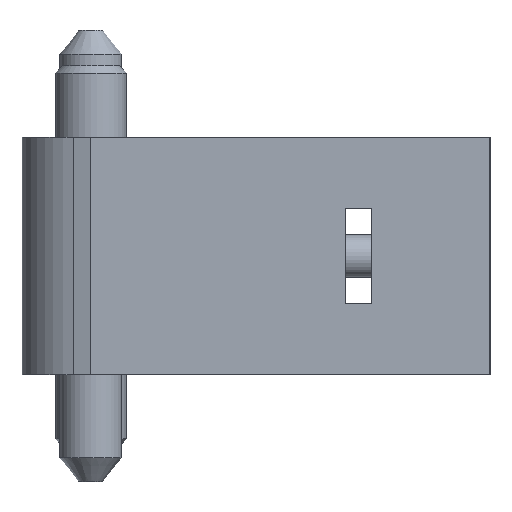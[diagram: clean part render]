
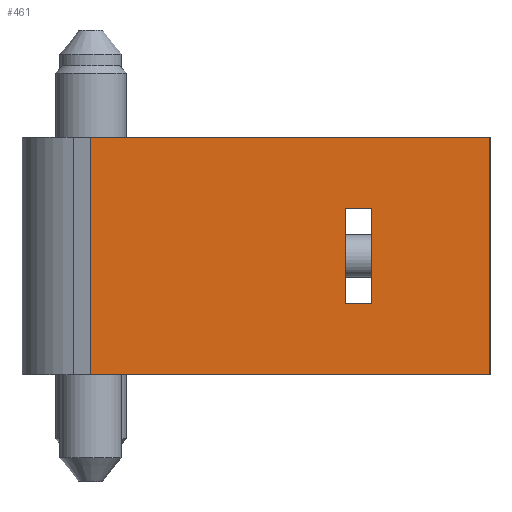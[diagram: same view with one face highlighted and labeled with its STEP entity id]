
A CAD part, left-side view. The second image highlights one B-rep face of the part: STEP entity #461.
In plain terms, the highlighted planar face has unit normal (-1, 0, 0).
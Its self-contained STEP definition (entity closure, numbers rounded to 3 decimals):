
#66=ORIENTED_EDGE('',*,*,#186,.T.);
#67=ORIENTED_EDGE('',*,*,#187,.T.);
#68=ORIENTED_EDGE('',*,*,#188,.F.);
#69=ORIENTED_EDGE('',*,*,#189,.F.);
#70=ORIENTED_EDGE('',*,*,#190,.T.);
#71=ORIENTED_EDGE('',*,*,#191,.T.);
#72=ORIENTED_EDGE('',*,*,#192,.T.);
#73=ORIENTED_EDGE('',*,*,#193,.T.);
#186=EDGE_CURVE('',#246,#247,#289,.T.);
#187=EDGE_CURVE('',#247,#248,#290,.T.);
#188=EDGE_CURVE('',#249,#248,#291,.T.);
#189=EDGE_CURVE('',#246,#249,#292,.T.);
#190=EDGE_CURVE('',#250,#251,#293,.T.);
#191=EDGE_CURVE('',#251,#252,#294,.T.);
#192=EDGE_CURVE('',#252,#253,#295,.T.);
#193=EDGE_CURVE('',#253,#250,#296,.T.);
#246=VERTEX_POINT('',#713);
#247=VERTEX_POINT('',#714);
#248=VERTEX_POINT('',#716);
#249=VERTEX_POINT('',#718);
#250=VERTEX_POINT('',#721);
#251=VERTEX_POINT('',#722);
#252=VERTEX_POINT('',#724);
#253=VERTEX_POINT('',#726);
#289=LINE('',#712,#335);
#290=LINE('',#715,#336);
#291=LINE('',#717,#337);
#292=LINE('',#719,#338);
#293=LINE('',#720,#339);
#294=LINE('',#723,#340);
#295=LINE('',#725,#341);
#296=LINE('',#727,#342);
#335=VECTOR('',#571,1000.);
#336=VECTOR('',#572,1000.);
#337=VECTOR('',#573,1000.);
#338=VECTOR('',#574,1000.);
#339=VECTOR('',#575,1000.);
#340=VECTOR('',#576,1000.);
#341=VECTOR('',#577,1000.);
#342=VECTOR('',#578,1000.);
#375=EDGE_LOOP('',(#66,#67,#68,#69));
#376=EDGE_LOOP('',(#70,#71,#72,#73));
#409=FACE_BOUND('',#375,.T.);
#410=FACE_BOUND('',#376,.T.);
#443=PLANE('',#514);
#461=ADVANCED_FACE('',(#409,#410),#443,.F.);
#514=AXIS2_PLACEMENT_3D('',#711,#569,#570);
#569=DIRECTION('',(1.,0.,0.));
#570=DIRECTION('',(0.,0.,-1.));
#571=DIRECTION('',(0.,0.,-1.));
#572=DIRECTION('',(0.,-1.,0.));
#573=DIRECTION('',(0.,0.,-1.));
#574=DIRECTION('',(0.,-1.,0.));
#575=DIRECTION('',(0.,-1.,0.));
#576=DIRECTION('',(0.,0.,-1.));
#577=DIRECTION('',(0.,1.,0.));
#578=DIRECTION('',(0.,0.,1.));
#711=CARTESIAN_POINT('',(0.,16.8,5.));
#712=CARTESIAN_POINT('',(0.,16.8,5.));
#713=CARTESIAN_POINT('',(0.,16.8,5.));
#714=CARTESIAN_POINT('',(0.,16.8,-5.));
#715=CARTESIAN_POINT('',(0.,16.8,-5.));
#716=CARTESIAN_POINT('',(0.,0.,-5.));
#717=CARTESIAN_POINT('',(0.,0.,5.));
#718=CARTESIAN_POINT('',(0.,0.,5.));
#719=CARTESIAN_POINT('',(0.,16.8,5.));
#720=CARTESIAN_POINT('',(0.,6.1,2.));
#721=CARTESIAN_POINT('',(0.,6.1,2.));
#722=CARTESIAN_POINT('',(0.,5.,2.));
#723=CARTESIAN_POINT('',(0.,5.,2.));
#724=CARTESIAN_POINT('',(0.,5.,-2.));
#725=CARTESIAN_POINT('',(0.,5.,-2.));
#726=CARTESIAN_POINT('',(0.,6.1,-2.));
#727=CARTESIAN_POINT('',(0.,6.1,-2.));
